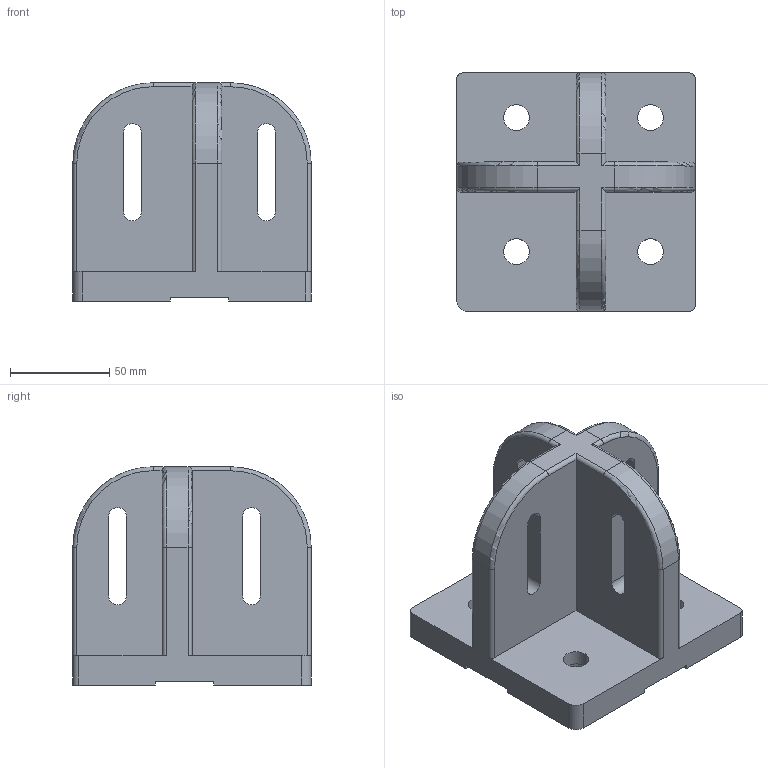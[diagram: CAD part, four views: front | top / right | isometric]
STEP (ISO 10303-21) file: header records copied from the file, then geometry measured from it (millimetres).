
FILE_DESCRIPTION (( 'STEP AP203' ), '1' );
FILE_NAME ('3_842_527_553_Bosch.step', '2024-06-10T08:36:12', ( '' ), ( '' ), 'SwSTEP 2.0', 'SolidWorks 2014', '' );
FILE_SCHEMA (( 'CONFIG_CONTROL_DESIGN' ));
Length unit declared in the file: millimetre
Products named in the file (1): 3_842_527_553_Bosch
Bounding box: 120 x 120 x 110 mm (x, y, z)
Volume: 460603.5 mm3; surface area: 82507.7 mm2
Topology: 1 solids, 1 shells, 106 faces, 280 edges, 180 vertices
Faces by surface type: cylinder 56, plane 42, torus 8
Entity records: 3397 total; most frequent: CARTESIAN_POINT 603, DIRECTION 586, ORIENTED_EDGE 560, EDGE_CURVE 280, AXIS2_PLACEMENT_3D 211, VERTEX_POINT 180, LINE 164, VECTOR 164
